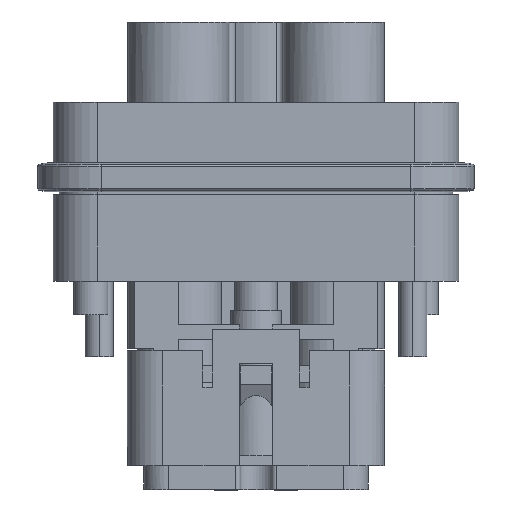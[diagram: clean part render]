
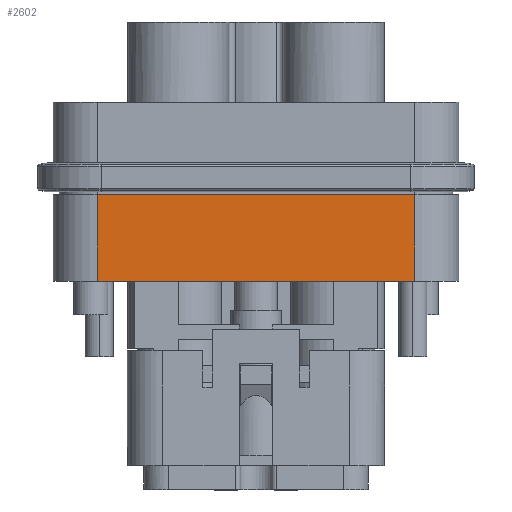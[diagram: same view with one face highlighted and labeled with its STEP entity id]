
A CAD part, left-side view. The second image highlights one B-rep face of the part: STEP entity #2602.
In plain terms, the highlighted planar face has unit normal (-1, 0, 0).
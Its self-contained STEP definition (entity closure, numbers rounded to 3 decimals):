
#2580=AXIS2_PLACEMENT_3D('Plane Axis2P3D',#2577,#2578,#2579) ;
#1142=CARTESIAN_POINT('Vertex',(1.6,6.1,21.45)) ;
#1145=CARTESIAN_POINT('Line Origine',(1.6,7.65,21.45)) ;
#1149=CARTESIAN_POINT('Vertex',(1.6,9.2,21.45)) ;
#1152=CARTESIAN_POINT('Line Origine',(1.6,22.4,21.45)) ;
#1156=CARTESIAN_POINT('Vertex',(1.6,35.6,21.45)) ;
#1159=CARTESIAN_POINT('Line Origine',(1.6,37.15,21.45)) ;
#1163=CARTESIAN_POINT('Vertex',(1.6,38.7,21.45)) ;
#2558=CARTESIAN_POINT('Line Origine',(1.6,6.1,30.625)) ;
#2562=CARTESIAN_POINT('Vertex',(1.6,6.1,30.3)) ;
#2577=CARTESIAN_POINT('Axis2P3D Location',(1.6,38.7,39.8)) ;
#2582=CARTESIAN_POINT('Line Origine',(1.6,22.4,30.3)) ;
#2586=CARTESIAN_POINT('Vertex',(1.6,38.7,30.3)) ;
#2589=CARTESIAN_POINT('Line Origine',(1.6,38.7,25.875)) ;
#1146=DIRECTION('Vector Direction',(0.,-1.,0.)) ;
#1153=DIRECTION('Vector Direction',(0.,-1.,0.)) ;
#1160=DIRECTION('Vector Direction',(0.,-1.,0.)) ;
#2559=DIRECTION('Vector Direction',(0.,0.,-1.)) ;
#2578=DIRECTION('Axis2P3D Direction',(1.,0.,0.)) ;
#2579=DIRECTION('Axis2P3D XDirection',(0.,-1.,0.)) ;
#2583=DIRECTION('Vector Direction',(0.,1.,0.)) ;
#2590=DIRECTION('Vector Direction',(0.,0.,-1.)) ;
#1147=VECTOR('Line Direction',#1146,1.) ;
#1154=VECTOR('Line Direction',#1153,1.) ;
#1161=VECTOR('Line Direction',#1160,1.) ;
#2560=VECTOR('Line Direction',#2559,1.) ;
#2584=VECTOR('Line Direction',#2583,1.) ;
#2591=VECTOR('Line Direction',#2590,1.) ;
#2595=ORIENTED_EDGE('',*,*,#1158,.F.) ;
#2596=ORIENTED_EDGE('',*,*,#1151,.F.) ;
#2597=ORIENTED_EDGE('',*,*,#2564,.F.) ;
#2598=ORIENTED_EDGE('',*,*,#2588,.T.) ;
#2599=ORIENTED_EDGE('',*,*,#2593,.T.) ;
#2600=ORIENTED_EDGE('',*,*,#1165,.F.) ;
#2602=ADVANCED_FACE('Hauptk\X2\00F6\X0\rper',(#2601),#2581,.F.) ;
#1151=EDGE_CURVE('',#1143,#1150,#1148,.F.) ;
#1158=EDGE_CURVE('',#1150,#1157,#1155,.F.) ;
#1165=EDGE_CURVE('',#1157,#1164,#1162,.F.) ;
#2564=EDGE_CURVE('',#2563,#1143,#2561,.T.) ;
#2588=EDGE_CURVE('',#2563,#2587,#2585,.T.) ;
#2593=EDGE_CURVE('',#2587,#1164,#2592,.T.) ;
#2594=EDGE_LOOP('',(#2595,#2596,#2597,#2598,#2599,#2600)) ;
#2601=FACE_OUTER_BOUND('',#2594,.T.) ;
#1148=LINE('Line',#1145,#1147) ;
#1155=LINE('Line',#1152,#1154) ;
#1162=LINE('Line',#1159,#1161) ;
#2561=LINE('Line',#2558,#2560) ;
#2585=LINE('Line',#2582,#2584) ;
#2592=LINE('Line',#2589,#2591) ;
#2581=PLANE('',#2580) ;
#1143=VERTEX_POINT('',#1142) ;
#1150=VERTEX_POINT('',#1149) ;
#1157=VERTEX_POINT('',#1156) ;
#1164=VERTEX_POINT('',#1163) ;
#2563=VERTEX_POINT('',#2562) ;
#2587=VERTEX_POINT('',#2586) ;
